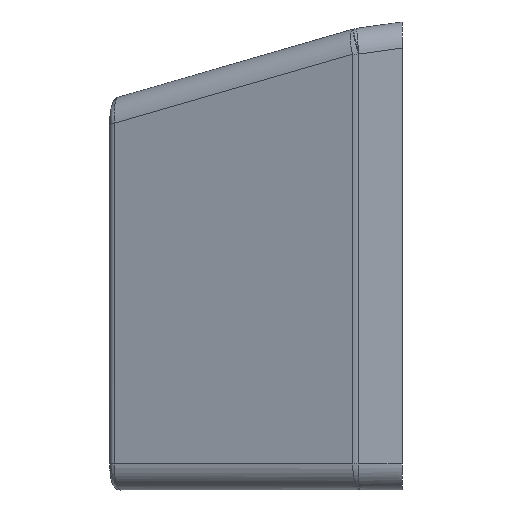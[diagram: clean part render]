
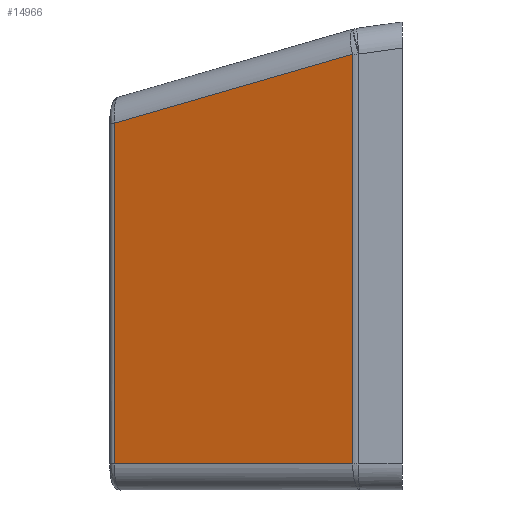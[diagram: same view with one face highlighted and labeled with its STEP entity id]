
A CAD part, left-side view. The second image highlights one B-rep face of the part: STEP entity #14966.
In plain terms, the highlighted planar face has unit normal (-0.957, 0.29, 0).
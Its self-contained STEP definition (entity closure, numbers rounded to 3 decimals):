
#3689=DIRECTION('',(0.,0.,-1.));
#3690=VECTOR('',#3689,15.762);
#3691=CARTESIAN_POINT('',(0.158,1.908,16.762));
#3692=LINE('',#3691,#3690);
#3736=DIRECTION('',(0.29,0.957,0.));
#3737=VECTOR('',#3736,9.579);
#3738=CARTESIAN_POINT('',(0.158,1.908,1.));
#3739=LINE('',#3738,#3737);
#3752=DIRECTION('',(0.279,0.922,-0.267));
#3753=VECTOR('',#3752,9.94);
#3754=CARTESIAN_POINT('',(0.158,1.908,16.762));
#3755=LINE('',#3754,#3753);
#3756=DIRECTION('',(0.,0.,1.));
#3757=VECTOR('',#3756,13.107);
#3758=CARTESIAN_POINT('',(2.932,11.077,1.));
#3759=LINE('',#3758,#3757);
#5281=CARTESIAN_POINT('',(2.932,11.077,1.));
#5283=VERTEX_POINT('',#5281);
#5645=CARTESIAN_POINT('',(0.158,1.908,16.762));
#5646=CARTESIAN_POINT('',(2.932,11.077,14.107));
#5647=VERTEX_POINT('',#5645);
#5648=VERTEX_POINT('',#5646);
#5895=CARTESIAN_POINT('',(0.158,1.908,1.));
#5896=VERTEX_POINT('',#5895);
#14954=CARTESIAN_POINT('',(3.,11.3,-11.691));
#14955=DIRECTION('',(0.957,-0.29,0.));
#14956=DIRECTION('',(0.29,0.957,0.));
#14957=AXIS2_PLACEMENT_3D('',#14954,#14955,#14956);
#14958=PLANE('',#14957);
#14960=ORIENTED_EDGE('',*,*,#14959,.T.);
#14961=ORIENTED_EDGE('',*,*,#14694,.F.);
#14962=ORIENTED_EDGE('',*,*,#14883,.T.);
#14963=ORIENTED_EDGE('',*,*,#14945,.T.);
#14964=EDGE_LOOP('',(#14960,#14961,#14962,#14963));
#14965=FACE_OUTER_BOUND('',#14964,.F.);
#14966=ADVANCED_FACE('',(#14965),#14958,.F.);
#14694=EDGE_CURVE('',#5647,#5648,#3755,.T.);
#14883=EDGE_CURVE('',#5647,#5896,#3692,.T.);
#14945=EDGE_CURVE('',#5896,#5283,#3739,.T.);
#14959=EDGE_CURVE('',#5283,#5648,#3759,.T.);
